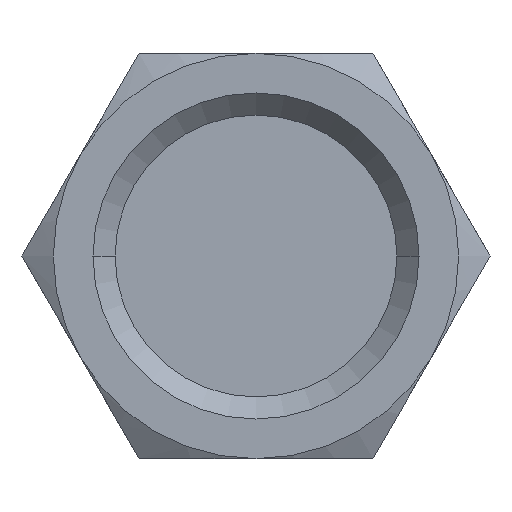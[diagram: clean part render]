
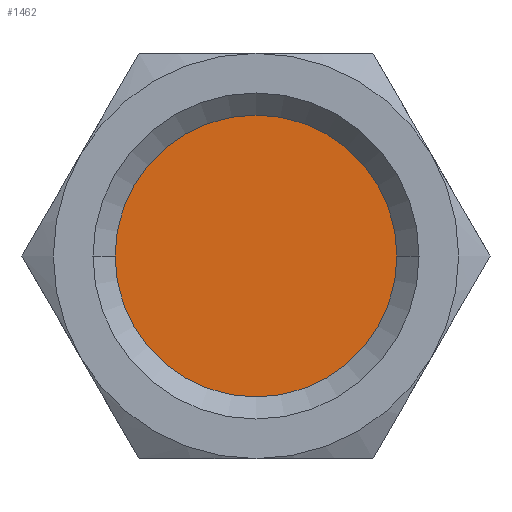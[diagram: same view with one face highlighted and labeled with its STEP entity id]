
A CAD part, front view. The second image highlights one B-rep face of the part: STEP entity #1462.
In plain terms, the highlighted planar face has unit normal (0, -1, 0).
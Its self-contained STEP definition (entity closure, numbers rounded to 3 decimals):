
#1 = VERTEX_POINT ( 'NONE', #1029 ) ;
#191 = CIRCLE ( 'NONE', #2385, 7.65 ) ;
#249 = CIRCLE ( 'NONE', #2413, 7.65 ) ;
#343 = EDGE_LOOP ( 'NONE', ( #382, #383 ) ) ;
#382 = ORIENTED_EDGE ( 'NONE', *, *, #703, .F. ) ;
#383 = ORIENTED_EDGE ( 'NONE', *, *, #1365, .F. ) ;
#660 = VERTEX_POINT ( 'NONE', #1151 ) ;
#703 = EDGE_CURVE ( 'NONE', #660, #1, #191, .T. ) ;
#974 = CARTESIAN_POINT ( 'NONE',  ( 0., 1.688, 0. ) ) ;
#975 = DIRECTION ( 'NONE',  ( 0., 1., 0. ) ) ;
#976 = DIRECTION ( 'NONE',  ( 0., 0., -1. ) ) ;
#1029 = CARTESIAN_POINT ( 'NONE',  ( -7.65, 1.688, 0. ) ) ;
#1151 = CARTESIAN_POINT ( 'NONE',  ( 7.65, 1.688, 0. ) ) ;
#1335 = AXIS2_PLACEMENT_3D ( 'NONE', #2627, #2628, #2629 ) ;
#1365 = EDGE_CURVE ( 'NONE', #1, #660, #249, .T. ) ;
#1462 = ADVANCED_FACE ( 'NONE', ( #1797 ), #2619, .T. ) ;
#1797 = FACE_OUTER_BOUND ( 'NONE', #343, .T. ) ;
#1832 = CARTESIAN_POINT ( 'NONE',  ( 0., 1.688, 0. ) ) ;
#1833 = DIRECTION ( 'NONE',  ( 0., 1., 0. ) ) ;
#1834 = DIRECTION ( 'NONE',  ( 0., 0., -1. ) ) ;
#2385 = AXIS2_PLACEMENT_3D ( 'NONE', #974, #975, #976 ) ;
#2413 = AXIS2_PLACEMENT_3D ( 'NONE', #1832, #1833, #1834 ) ;
#2619 = PLANE ( 'NONE',  #1335 ) ;
#2627 = CARTESIAN_POINT ( 'NONE',  ( 0., 1.688, 0. ) ) ;
#2628 = DIRECTION ( 'NONE',  ( 0., -1., 0. ) ) ;
#2629 = DIRECTION ( 'NONE',  ( 0., 0., -1. ) ) ;
